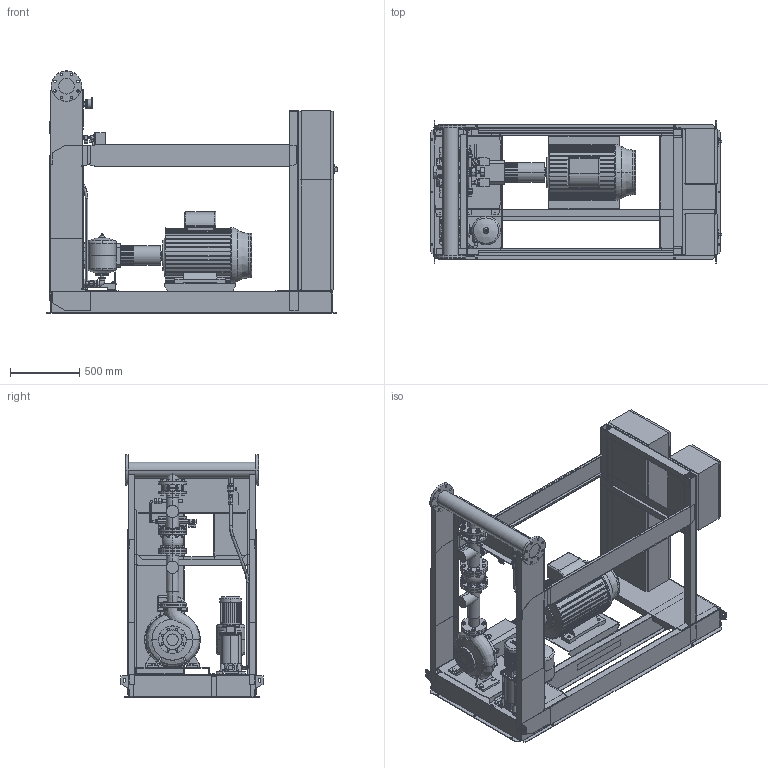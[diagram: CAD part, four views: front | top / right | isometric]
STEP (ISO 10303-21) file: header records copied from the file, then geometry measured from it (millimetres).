
FILE_DESCRIPTION((''),'2;1');
FILE_NAME('3d_Sifire-EN-65_250-223-30_1.1EJ-4183753.stp','2015-05-25T14:59:16',(''),(''),'Mechanical Desktop 2009','Mechanical Desktop 2009',', , ');
FILE_SCHEMA(('CONFIG_CONTROL_DESIGN'));
Length unit declared in the file: millimetre
Products named in the file (1): Product
Bounding box: 2105.5 x 1026 x 1750 mm (x, y, z)
Volume: 344513264.1 mm3; surface area: 25188692.6 mm2
Topology: 173 solids, 173 shells, 4145 faces, 10081 edges, 6376 vertices
Faces by surface type: plane 1566, bspline 1168, cylinder 853, cone 430, torus 98, sphere 30
Entity records: 133908 total; most frequent: CARTESIAN_POINT 41959, ORIENTED_EDGE 20110, DIRECTION 17581, EDGE_CURVE 10055, VERTEX_POINT 6375, AXIS2_PLACEMENT_3D 6099, VECTOR 5383, LINE 5383
